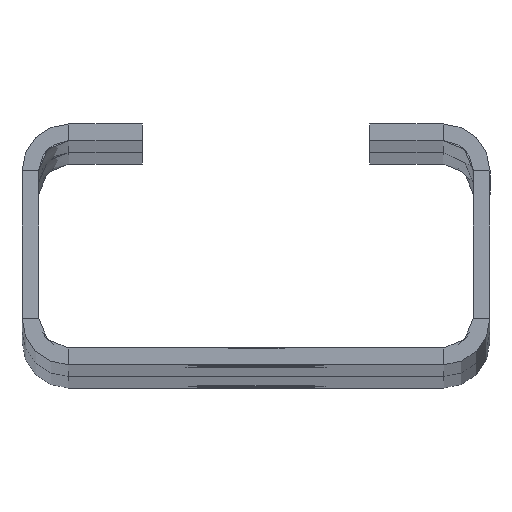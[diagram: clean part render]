
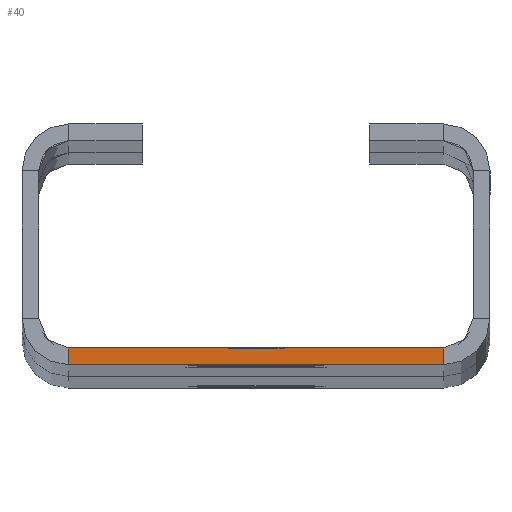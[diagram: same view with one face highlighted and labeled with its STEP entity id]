
A CAD part, top view. The second image highlights one B-rep face of the part: STEP entity #40.
In plain terms, the highlighted planar face has unit normal (0, 0, 1).
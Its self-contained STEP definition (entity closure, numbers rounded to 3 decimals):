
#40=ADVANCED_FACE('',(#128),#1294,.T.);
#128=FACE_OUTER_BOUND('',#216,.T.);
#216=EDGE_LOOP('',(#339,#340,#341,#342));
#339=ORIENTED_EDGE('',*,*,#779,.T.);
#340=ORIENTED_EDGE('',*,*,#760,.F.);
#341=ORIENTED_EDGE('',*,*,#780,.F.);
#342=ORIENTED_EDGE('',*,*,#738,.F.);
#738=EDGE_CURVE('',#1147,#1148,#1023,.T.);
#760=EDGE_CURVE('',#1172,#1171,#1038,.T.);
#779=EDGE_CURVE('',#1147,#1171,#1053,.T.);
#780=EDGE_CURVE('',#1148,#1172,#952,.T.);
#952=(
BOUNDED_CURVE()
B_SPLINE_CURVE(1,(#2025,#2026),.UNSPECIFIED.,.F.,.F.)
B_SPLINE_CURVE_WITH_KNOTS((2,2),(0.,1.),.UNSPECIFIED.)
CURVE()
GEOMETRIC_REPRESENTATION_ITEM()
RATIONAL_B_SPLINE_CURVE((1.,1.))
REPRESENTATION_ITEM('')
);
#1023=B_SPLINE_CURVE_WITH_KNOTS('',1,(#1935,#1936),.UNSPECIFIED.,.F.,.F.,
(2,2),(-28.072,0.),.UNSPECIFIED.);
#1038=B_SPLINE_CURVE_WITH_KNOTS('',1,(#1983,#1984),.UNSPECIFIED.,.F.,.F.,
(2,2),(0.,28.072),.UNSPECIFIED.);
#1053=B_SPLINE_CURVE_WITH_KNOTS('',1,(#2023,#2024),.UNSPECIFIED.,.F.,.F.,
(2,2),(0.,1.),.UNSPECIFIED.);
#1147=VERTEX_POINT('',#1803);
#1148=VERTEX_POINT('',#1804);
#1171=VERTEX_POINT('',#1827);
#1172=VERTEX_POINT('',#1828);
#1294=PLANE('',#1376);
#1376=AXIS2_PLACEMENT_3D('',#1506,#1441,$);
#1441=DIRECTION('',(0.,0.,1.));
#1506=CARTESIAN_POINT('',(-19.244,-11.525,1000.));
#1803=CARTESIAN_POINT('',(14.036,-9.,1000.));
#1804=CARTESIAN_POINT('',(-14.036,-9.,1000.));
#1827=CARTESIAN_POINT('',(14.036,-7.75,1000.));
#1828=CARTESIAN_POINT('',(-14.036,-7.75,1000.));
#1935=CARTESIAN_POINT('',(14.036,-9.,1000.));
#1936=CARTESIAN_POINT('',(-14.036,-9.,1000.));
#1983=CARTESIAN_POINT('',(-14.036,-7.75,1000.));
#1984=CARTESIAN_POINT('',(14.036,-7.75,1000.));
#2023=CARTESIAN_POINT('',(14.036,-9.,1000.));
#2024=CARTESIAN_POINT('',(14.036,-7.75,1000.));
#2025=CARTESIAN_POINT('',(-14.036,-9.,1000.));
#2026=CARTESIAN_POINT('',(-14.036,-7.75,1000.));
